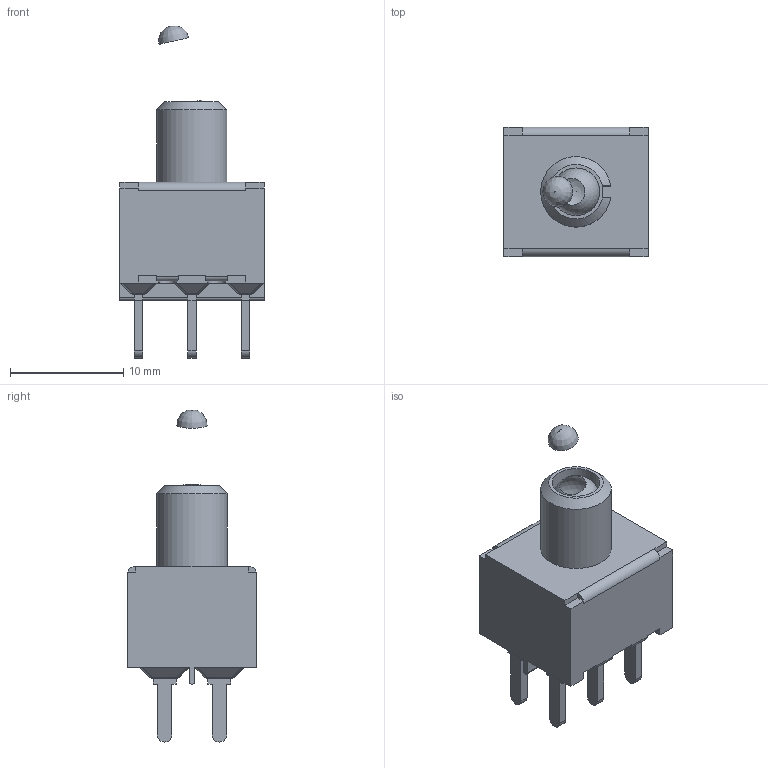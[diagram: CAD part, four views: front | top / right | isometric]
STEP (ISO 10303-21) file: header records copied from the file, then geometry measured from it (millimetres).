
FILE_DESCRIPTION(/* description */ (' '),/* implementation_level */ '2;1');
FILE_NAME(/* name */ '100DPxT2B3M2xE.stp',/* time_stamp */ '2023-01-20T08:12:46-06:00',/* author */ ('mwilliams'),/* organization */ (' '),/* preprocessor_version */ 'ST-DEVELOPER v18',/* originating_system */ 'Autodesk Inventor 2020',/* authorisation */ ' ');
FILE_SCHEMA (('AUTOMOTIVE_DESIGN { 1 0 10303 214 3 1 1 }'));
Length unit declared in the file: millimetre
Products named in the file (1): 100DPxT2B3M2xE
Bounding box: 12.7 x 11.43 x 29.26 mm (x, y, z)
Volume: 904.5 mm3; surface area: 1889.7 mm2
Topology: 2 solids, 3 shells, 351 faces, 896 edges, 567 vertices
Faces by surface type: plane 256, cylinder 67, sphere 25, cone 2, bspline 1
Full cylindrical faces by diameter (mm): 4.2 x1
Entity records: 10502 total; most frequent: CARTESIAN_POINT 1866, ORIENTED_EDGE 1790, DIRECTION 1764, EDGE_CURVE 895, LINE 720, VECTOR 720, VERTEX_POINT 567, AXIS2_PLACEMENT_3D 522
